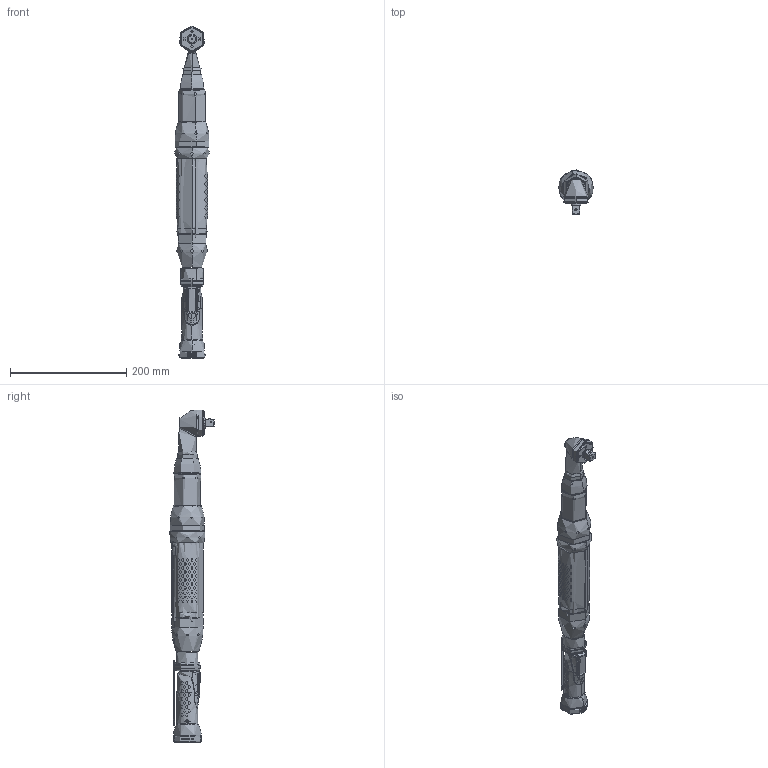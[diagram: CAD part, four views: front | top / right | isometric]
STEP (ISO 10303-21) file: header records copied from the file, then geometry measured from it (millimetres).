
FILE_DESCRIPTION((''),'2;1');
FILE_NAME('ETV-ST101-100-13_SW','2007-11-01T',('tooextkhd'),(''),'PRO/ENGINEER BY PARAMETRIC TECHNOLOGY CORPORATION, 2007090','PRO/ENGINEER BY PARAMETRIC TECHNOLOGY CORPORATION, 2007090','');
FILE_SCHEMA(('CONFIG_CONTROL_DESIGN', 'GEOMETRIC_VALIDATION_PROPERTIES_MIM'));
Products named in the file (1): ETV-ST101-100-13_SW
Bounding box: 60.02 x 76.36 x 571.71 mm (x, y, z)
Topology: 0 solids, 231 shells, 624 faces, 5225 edges, 4797 vertices
Faces by surface type: cylinder 238, torus 123, bspline 107, cone 76, plane 61, revolution 15, sphere 2, extrusion 2
Full cylindrical faces by diameter (mm): 1 x2
Entity records: 80482 total; most frequent: CARTESIAN_POINT 47812, ORIENTED_EDGE 6010, EDGE_CURVE 5225, VERTEX_POINT 4800, B_SPLINE_CURVE_WITH_KNOTS 3962, DIRECTION 3148, AXIS2_PLACEMENT_3D 1365, CIRCLE 875
